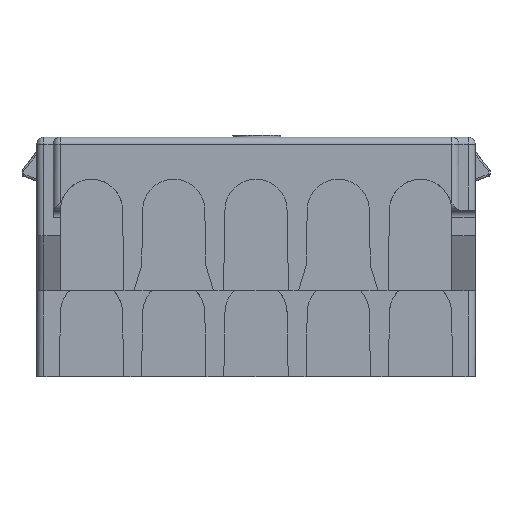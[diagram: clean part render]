
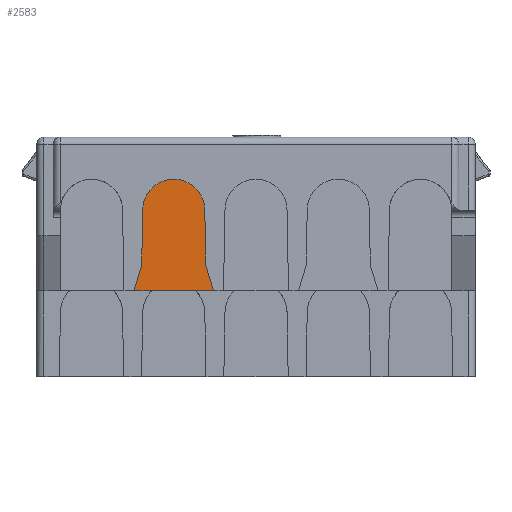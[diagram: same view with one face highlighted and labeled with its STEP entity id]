
A CAD part, front view. The second image highlights one B-rep face of the part: STEP entity #2583.
In plain terms, the highlighted planar face has unit normal (0, -1, 0).
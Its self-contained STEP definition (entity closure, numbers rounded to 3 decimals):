
#43 = DIRECTION ( 'NONE',  ( 0., 0., -1. ) ) ;
#194 = CARTESIAN_POINT ( 'NONE',  ( -5.35, -4.8, 0.6 ) ) ;
#276 = VERTEX_POINT ( 'NONE', #8043 ) ;
#703 = VECTOR ( 'NONE', #7723, 1000. ) ;
#819 = EDGE_CURVE ( 'NONE', #3499, #942, #1541, .T. ) ;
#931 = PLANE ( 'NONE',  #8285 ) ;
#942 = VERTEX_POINT ( 'NONE', #4265 ) ;
#1047 = CARTESIAN_POINT ( 'NONE',  ( -1.162, -4.8, 0.6 ) ) ;
#1255 = CARTESIAN_POINT ( 'NONE',  ( -3.126, -4.8, 1.3 ) ) ;
#1370 = AXIS2_PLACEMENT_3D ( 'NONE', #7232, #4999, #8103 ) ;
#1380 = EDGE_LOOP ( 'NONE', ( #8279, #2251, #7181, #3290, #3389, #2742 ) ) ;
#1541 = CIRCLE ( 'NONE', #1370, 0.85 ) ;
#2243 = VECTOR ( 'NONE', #3949, 1000. ) ;
#2251 = ORIENTED_EDGE ( 'NONE', *, *, #3492, .T. ) ;
#2583 = ADVANCED_FACE ( 'NONE', ( #5466 ), #931, .T. ) ;
#2742 = ORIENTED_EDGE ( 'NONE', *, *, #819, .T. ) ;
#3290 = ORIENTED_EDGE ( 'NONE', *, *, #9901, .T. ) ;
#3389 = ORIENTED_EDGE ( 'NONE', *, *, #9628, .T. ) ;
#3492 = EDGE_CURVE ( 'NONE', #276, #9312, #7097, .T. ) ;
#3499 = VERTEX_POINT ( 'NONE', #5292 ) ;
#3949 = DIRECTION ( 'NONE',  ( 0.017, 0., 1. ) ) ;
#4256 = DIRECTION ( 'NONE',  ( 1., 0., 0. ) ) ;
#4265 = CARTESIAN_POINT ( 'NONE',  ( -3.1, -4.8, 2.8 ) ) ;
#4999 = DIRECTION ( 'NONE',  ( 0., -1., 0. ) ) ;
#5292 = CARTESIAN_POINT ( 'NONE',  ( -1.4, -4.8, 2.8 ) ) ;
#5333 = CARTESIAN_POINT ( 'NONE',  ( -1.4, -4.8, 2.8 ) ) ;
#5417 = LINE ( 'NONE', #5333, #703 ) ;
#5466 = FACE_OUTER_BOUND ( 'NONE', #1380, .T. ) ;
#5623 = CARTESIAN_POINT ( 'NONE',  ( 0., -4.8, 0. ) ) ;
#5909 = LINE ( 'NONE', #1047, #8788 ) ;
#5943 = CARTESIAN_POINT ( 'NONE',  ( -1.374, -4.8, 1.3 ) ) ;
#6647 = EDGE_CURVE ( 'NONE', #276, #942, #7235, .T. ) ;
#6783 = EDGE_CURVE ( 'NONE', #9312, #6956, #8233, .T. ) ;
#6956 = VERTEX_POINT ( 'NONE', #9209 ) ;
#7017 = CARTESIAN_POINT ( 'NONE',  ( -3.1, -4.8, 2.8 ) ) ;
#7097 = LINE ( 'NONE', #1255, #8706 ) ;
#7181 = ORIENTED_EDGE ( 'NONE', *, *, #6783, .T. ) ;
#7222 = VECTOR ( 'NONE', #4256, 1000. ) ;
#7232 = CARTESIAN_POINT ( 'NONE',  ( -2.25, -4.8, 2.8 ) ) ;
#7235 = LINE ( 'NONE', #7017, #2243 ) ;
#7723 = DIRECTION ( 'NONE',  ( -0.017, 0., 1. ) ) ;
#8043 = CARTESIAN_POINT ( 'NONE',  ( -3.126, -4.8, 1.3 ) ) ;
#8103 = DIRECTION ( 'NONE',  ( 0., 0., -1. ) ) ;
#8216 = VERTEX_POINT ( 'NONE', #5943 ) ;
#8233 = LINE ( 'NONE', #194, #7222 ) ;
#8279 = ORIENTED_EDGE ( 'NONE', *, *, #6647, .F. ) ;
#8285 = AXIS2_PLACEMENT_3D ( 'NONE', #5623, #8800, #43 ) ;
#8706 = VECTOR ( 'NONE', #10114, 1000. ) ;
#8788 = VECTOR ( 'NONE', #9921, 1000. ) ;
#8800 = DIRECTION ( 'NONE',  ( 0., -1., 0. ) ) ;
#8813 = CARTESIAN_POINT ( 'NONE',  ( -3.338, -4.8, 0.6 ) ) ;
#9209 = CARTESIAN_POINT ( 'NONE',  ( -1.162, -4.8, 0.6 ) ) ;
#9312 = VERTEX_POINT ( 'NONE', #8813 ) ;
#9628 = EDGE_CURVE ( 'NONE', #8216, #3499, #5417, .T. ) ;
#9901 = EDGE_CURVE ( 'NONE', #6956, #8216, #5909, .T. ) ;
#9921 = DIRECTION ( 'NONE',  ( -0.29, 0., 0.957 ) ) ;
#10114 = DIRECTION ( 'NONE',  ( -0.29, 0., -0.957 ) ) ;
